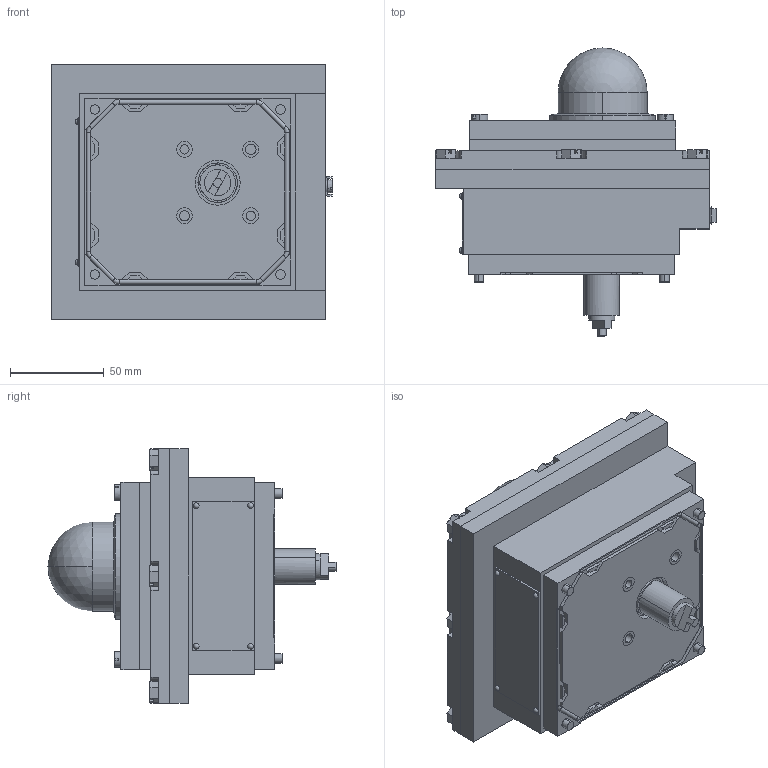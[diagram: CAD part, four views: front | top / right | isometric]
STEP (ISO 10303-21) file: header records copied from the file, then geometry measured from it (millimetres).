
FILE_DESCRIPTION (( 'STEP AP214' ), '1' );
FILE_NAME ('F5EX med Dome_160809.STEP', '2016-08-10T08:45:25', ( '' ), ( '' ), 'SwSTEP 2.0', 'SolidWorks 2015', '' );
FILE_SCHEMA (( 'AUTOMOTIVE_DESIGN' ));
Length unit declared in the file: millimetre
Products named in the file (1): F5EX med Dome_160809
Bounding box: 149.6 x 153.7 x 136 mm (x, y, z)
Volume: 1136563.4 mm3; surface area: 183276.4 mm2
Topology: 33 solids, 33 shells, 610 faces, 1505 edges, 975 vertices
Faces by surface type: plane 411, cylinder 137, torus 32, cone 22, sphere 8
Entity records: 18435 total; most frequent: CARTESIAN_POINT 3409, DIRECTION 3035, ORIENTED_EDGE 2950, EDGE_CURVE 1475, VECTOR 1057, LINE 1057, AXIS2_PLACEMENT_3D 989, VERTEX_POINT 967
